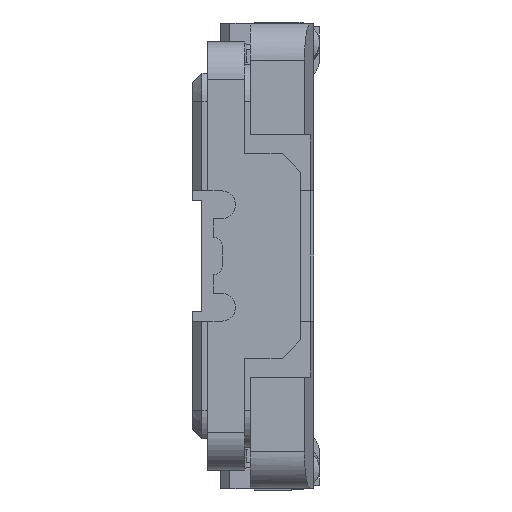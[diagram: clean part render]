
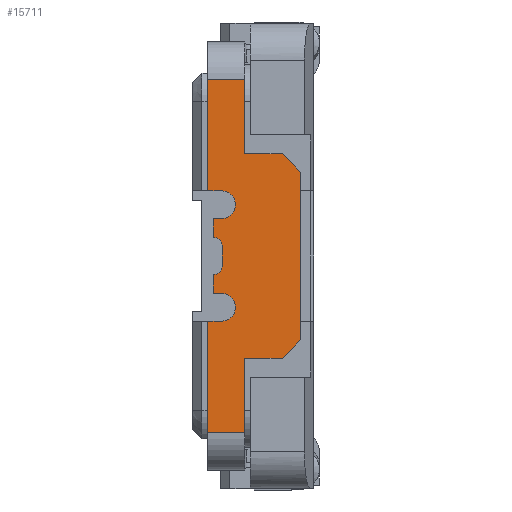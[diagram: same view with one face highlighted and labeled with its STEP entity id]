
A CAD part, left-side view. The second image highlights one B-rep face of the part: STEP entity #15711.
In plain terms, the highlighted planar face has unit normal (-1, 0, 0).
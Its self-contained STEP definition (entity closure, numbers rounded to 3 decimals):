
#686=PLANE('',#16834);
#1452=FACE_OUTER_BOUND('',#2294,.T.);
#2294=EDGE_LOOP('',(#14446,#14447,#14448,#14449,#14450,#14451,#14452,#14453,
#14454,#14455,#14456,#14457,#14458,#14459,#14460,#14461,#14462,#14463,#14464,
#14465,#14466,#14467));
#2373=LINE('',#21149,#4311);
#4162=LINE('',#25306,#6100);
#4180=LINE('',#25346,#6118);
#4185=LINE('',#25365,#6123);
#4193=LINE('',#25381,#6131);
#4201=LINE('',#25403,#6139);
#4202=LINE('',#25408,#6140);
#4203=LINE('',#25412,#6141);
#4204=LINE('',#25414,#6142);
#4205=LINE('',#25417,#6143);
#4206=LINE('',#25419,#6144);
#4207=LINE('',#25421,#6145);
#4208=LINE('',#25423,#6146);
#4209=LINE('',#25425,#6147);
#4210=LINE('',#25427,#6148);
#4211=LINE('',#25428,#6149);
#4212=LINE('',#25430,#6150);
#4213=LINE('',#25433,#6151);
#4311=VECTOR('',#16954,1000.);
#6100=VECTOR('',#20741,1000.);
#6118=VECTOR('',#20767,1000.);
#6123=VECTOR('',#20784,1000.);
#6131=VECTOR('',#20796,1000.);
#6139=VECTOR('',#20818,1000.);
#6140=VECTOR('',#20823,1000.);
#6141=VECTOR('',#20826,1000.);
#6142=VECTOR('',#20827,1000.);
#6143=VECTOR('',#20830,1000.);
#6144=VECTOR('',#20831,1000.);
#6145=VECTOR('',#20832,1000.);
#6146=VECTOR('',#20833,1000.);
#6147=VECTOR('',#20834,1000.);
#6148=VECTOR('',#20835,1000.);
#6149=VECTOR('',#20836,1000.);
#6150=VECTOR('',#20837,1000.);
#6151=VECTOR('',#20840,1000.);
#6531=CIRCLE('',#16835,0.05);
#6532=CIRCLE('',#16836,0.05);
#6533=CIRCLE('',#16837,0.075);
#6534=CIRCLE('',#16838,0.075);
#6562=VERTEX_POINT('',#21142);
#6565=VERTEX_POINT('',#21147);
#7901=VERTEX_POINT('',#25303);
#7902=VERTEX_POINT('',#25305);
#7919=VERTEX_POINT('',#25343);
#7920=VERTEX_POINT('',#25345);
#7927=VERTEX_POINT('',#25362);
#7928=VERTEX_POINT('',#25364);
#7934=VERTEX_POINT('',#25379);
#7942=VERTEX_POINT('',#25405);
#7943=VERTEX_POINT('',#25407);
#7944=VERTEX_POINT('',#25409);
#7945=VERTEX_POINT('',#25411);
#7946=VERTEX_POINT('',#25413);
#7947=VERTEX_POINT('',#25415);
#7948=VERTEX_POINT('',#25418);
#7949=VERTEX_POINT('',#25420);
#7950=VERTEX_POINT('',#25422);
#7951=VERTEX_POINT('',#25424);
#7952=VERTEX_POINT('',#25426);
#7953=VERTEX_POINT('',#25429);
#7954=VERTEX_POINT('',#25431);
#8005=EDGE_CURVE('',#6562,#6565,#2373,.T.);
#10096=EDGE_CURVE('',#7902,#7901,#4162,.T.);
#10115=EDGE_CURVE('',#7920,#7919,#4180,.T.);
#10124=EDGE_CURVE('',#7928,#7927,#4185,.T.);
#10133=EDGE_CURVE('',#6565,#7934,#4193,.T.);
#10146=EDGE_CURVE('',#7920,#7927,#4201,.T.);
#10147=EDGE_CURVE('',#7901,#7942,#6531,.T.);
#10148=EDGE_CURVE('',#7942,#7943,#4202,.T.);
#10149=EDGE_CURVE('',#7943,#7944,#6532,.T.);
#10150=EDGE_CURVE('',#7944,#7945,#4203,.T.);
#10151=EDGE_CURVE('',#7945,#7946,#4204,.T.);
#10152=EDGE_CURVE('',#7946,#7947,#6533,.T.);
#10153=EDGE_CURVE('',#7947,#7928,#4205,.T.);
#10154=EDGE_CURVE('',#7919,#7948,#4206,.T.);
#10155=EDGE_CURVE('',#7948,#7949,#4207,.T.);
#10156=EDGE_CURVE('',#7949,#7950,#4208,.T.);
#10157=EDGE_CURVE('',#7950,#7951,#4209,.T.);
#10158=EDGE_CURVE('',#7951,#7952,#4210,.T.);
#10159=EDGE_CURVE('',#7952,#6562,#4211,.T.);
#10160=EDGE_CURVE('',#7934,#7953,#4212,.T.);
#10161=EDGE_CURVE('',#7953,#7954,#6534,.T.);
#10162=EDGE_CURVE('',#7954,#7902,#4213,.T.);
#14446=ORIENTED_EDGE('',*,*,#10096,.T.);
#14447=ORIENTED_EDGE('',*,*,#10147,.T.);
#14448=ORIENTED_EDGE('',*,*,#10148,.T.);
#14449=ORIENTED_EDGE('',*,*,#10149,.T.);
#14450=ORIENTED_EDGE('',*,*,#10150,.T.);
#14451=ORIENTED_EDGE('',*,*,#10151,.T.);
#14452=ORIENTED_EDGE('',*,*,#10152,.T.);
#14453=ORIENTED_EDGE('',*,*,#10153,.T.);
#14454=ORIENTED_EDGE('',*,*,#10124,.T.);
#14455=ORIENTED_EDGE('',*,*,#10146,.F.);
#14456=ORIENTED_EDGE('',*,*,#10115,.T.);
#14457=ORIENTED_EDGE('',*,*,#10154,.T.);
#14458=ORIENTED_EDGE('',*,*,#10155,.T.);
#14459=ORIENTED_EDGE('',*,*,#10156,.T.);
#14460=ORIENTED_EDGE('',*,*,#10157,.T.);
#14461=ORIENTED_EDGE('',*,*,#10158,.T.);
#14462=ORIENTED_EDGE('',*,*,#10159,.T.);
#14463=ORIENTED_EDGE('',*,*,#8005,.T.);
#14464=ORIENTED_EDGE('',*,*,#10133,.T.);
#14465=ORIENTED_EDGE('',*,*,#10160,.T.);
#14466=ORIENTED_EDGE('',*,*,#10161,.T.);
#14467=ORIENTED_EDGE('',*,*,#10162,.T.);
#15711=ADVANCED_FACE('',(#1452),#686,.F.);
#16834=AXIS2_PLACEMENT_3D('',#25404,#20819,#20820);
#16835=AXIS2_PLACEMENT_3D('',#25406,#20821,#20822);
#16836=AXIS2_PLACEMENT_3D('',#25410,#20824,#20825);
#16837=AXIS2_PLACEMENT_3D('',#25416,#20828,#20829);
#16838=AXIS2_PLACEMENT_3D('',#25432,#20838,#20839);
#16954=DIRECTION('',(0.,1.,0.));
#20741=DIRECTION('',(0.,0.,-1.));
#20767=DIRECTION('',(0.,0.,1.));
#20784=DIRECTION('',(0.,0.,-1.));
#20796=DIRECTION('',(0.,0.,-1.));
#20818=DIRECTION('',(0.,1.,0.));
#20819=DIRECTION('center_axis',(1.,0.,0.));
#20820=DIRECTION('ref_axis',(0.,0.,-1.));
#20821=DIRECTION('center_axis',(1.,0.,0.));
#20822=DIRECTION('ref_axis',(0.,0.,-1.));
#20823=DIRECTION('',(0.,0.,-1.));
#20824=DIRECTION('center_axis',(1.,0.,0.));
#20825=DIRECTION('ref_axis',(0.,0.,-1.));
#20826=DIRECTION('',(0.,0.,-1.));
#20827=DIRECTION('',(0.,-1.,0.));
#20828=DIRECTION('center_axis',(1.,0.,0.));
#20829=DIRECTION('ref_axis',(0.,0.,-1.));
#20830=DIRECTION('',(0.,1.,0.));
#20831=DIRECTION('',(0.,-1.,0.));
#20832=DIRECTION('',(0.,-0.707,0.707));
#20833=DIRECTION('',(0.,0.,1.));
#20834=DIRECTION('',(0.,0.707,0.707));
#20835=DIRECTION('',(0.,1.,0.));
#20836=DIRECTION('',(0.,0.,1.));
#20837=DIRECTION('',(0.,-1.,0.));
#20838=DIRECTION('center_axis',(1.,0.,0.));
#20839=DIRECTION('ref_axis',(0.,0.,-1.));
#20840=DIRECTION('',(0.,1.,0.));
#21142=CARTESIAN_POINT('',(-1.443,0.34,0.95));
#21147=CARTESIAN_POINT('',(-1.443,0.54,0.95));
#21149=CARTESIAN_POINT('',(-1.443,-2.525,0.95));
#25303=CARTESIAN_POINT('',(-1.443,0.51,0.1));
#25305=CARTESIAN_POINT('',(-1.443,0.51,0.2));
#25306=CARTESIAN_POINT('',(-1.443,0.51,-0.95));
#25343=CARTESIAN_POINT('',(-1.443,0.34,-0.55));
#25345=CARTESIAN_POINT('',(-1.443,0.34,-0.95));
#25346=CARTESIAN_POINT('',(-1.443,0.34,-0.95));
#25362=CARTESIAN_POINT('',(-1.443,0.54,-0.95));
#25364=CARTESIAN_POINT('',(-1.443,0.54,-0.35));
#25365=CARTESIAN_POINT('',(-1.443,0.54,-0.95));
#25379=CARTESIAN_POINT('',(-1.443,0.54,0.35));
#25381=CARTESIAN_POINT('',(-1.443,0.54,-0.95));
#25403=CARTESIAN_POINT('',(-1.443,-2.525,-0.95));
#25404=CARTESIAN_POINT('Origin',(-1.443,-2.525,-0.95));
#25405=CARTESIAN_POINT('',(-1.443,0.46,0.05));
#25406=CARTESIAN_POINT('Origin',(-1.443,0.51,0.05));
#25407=CARTESIAN_POINT('',(-1.443,0.46,-0.05));
#25408=CARTESIAN_POINT('',(-1.443,0.46,-0.95));
#25409=CARTESIAN_POINT('',(-1.443,0.51,-0.1));
#25410=CARTESIAN_POINT('Origin',(-1.443,0.51,-0.05));
#25411=CARTESIAN_POINT('',(-1.443,0.51,-0.2));
#25412=CARTESIAN_POINT('',(-1.443,0.51,-0.95));
#25413=CARTESIAN_POINT('',(-1.443,0.465,-0.2));
#25414=CARTESIAN_POINT('',(-1.443,-2.525,-0.2));
#25415=CARTESIAN_POINT('',(-1.443,0.465,-0.35));
#25416=CARTESIAN_POINT('Origin',(-1.443,0.465,-0.275));
#25417=CARTESIAN_POINT('',(-1.443,-2.525,-0.35));
#25418=CARTESIAN_POINT('',(-1.443,0.14,-0.55));
#25419=CARTESIAN_POINT('',(-1.443,0.34,-0.55));
#25420=CARTESIAN_POINT('',(-1.443,0.04,-0.45));
#25421=CARTESIAN_POINT('',(-1.443,0.04,-0.45));
#25422=CARTESIAN_POINT('',(-1.443,0.04,0.45));
#25423=CARTESIAN_POINT('',(-1.443,0.04,0.55));
#25424=CARTESIAN_POINT('',(-1.443,0.14,0.55));
#25425=CARTESIAN_POINT('',(-1.443,0.14,0.55));
#25426=CARTESIAN_POINT('',(-1.443,0.34,0.55));
#25427=CARTESIAN_POINT('',(-1.443,0.34,0.55));
#25428=CARTESIAN_POINT('',(-1.443,0.34,-0.95));
#25429=CARTESIAN_POINT('',(-1.443,0.465,0.35));
#25430=CARTESIAN_POINT('',(-1.443,-2.525,0.35));
#25431=CARTESIAN_POINT('',(-1.443,0.465,0.2));
#25432=CARTESIAN_POINT('Origin',(-1.443,0.465,0.275));
#25433=CARTESIAN_POINT('',(-1.443,-2.525,0.2));
